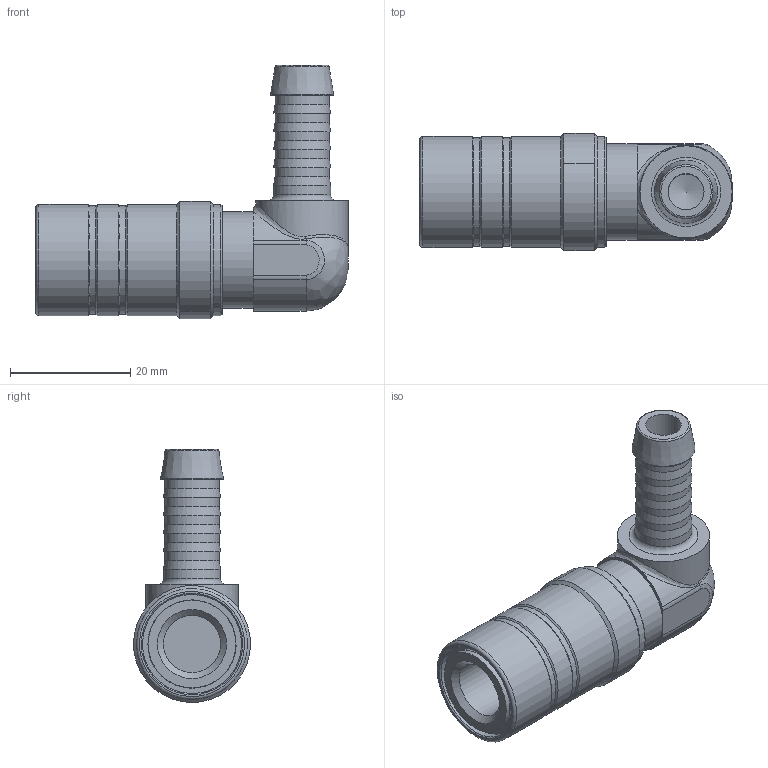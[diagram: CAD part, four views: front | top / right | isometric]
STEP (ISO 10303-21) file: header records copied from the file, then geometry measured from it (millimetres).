
FILE_DESCRIPTION(/* description */ (''),/* implementation_level */ '2;1');
FILE_NAME(/* name */ 'ESFM 9 TL-90.stp',/* time_stamp */ '2024-11-06T08:35:21+01:00',/* author */ ('meier'),/* organization */ (''),/* preprocessor_version */ 'ST-DEVELOPER v18.1',/* originating_system */ 'Autodesk Inventor 2022',/* authorisation */ '0 mm^3');
FILE_SCHEMA (('AUTOMOTIVE_DESIGN { 1 0 10303 214 3 1 1 }'));
Length unit declared in the file: millimetre
Products named in the file (1): ESFM 9 TL-U
Bounding box: 52 x 19.5 x 42.15 mm (x, y, z)
Volume: 11556 mm3; surface area: 5919.8 mm2
Topology: 1 solids, 1 shells, 82 faces, 179 edges, 107 vertices
Faces by surface type: cylinder 31, plane 22, cone 18, bspline 6, torus 5
Full cylindrical faces by diameter (mm): 6 x1, 7 x1, 9 x5, 9.5 x2, 14.6 x1, 15.35 x1, 16 x1, 16.5 x1, 18 x2, 18.5 x4
Entity records: 2798 total; most frequent: CARTESIAN_POINT 860, DIRECTION 398, ORIENTED_EDGE 350, EDGE_CURVE 175, AXIS2_PLACEMENT_3D 169, VERTEX_POINT 107, EDGE_LOOP 94, CIRCLE 92
